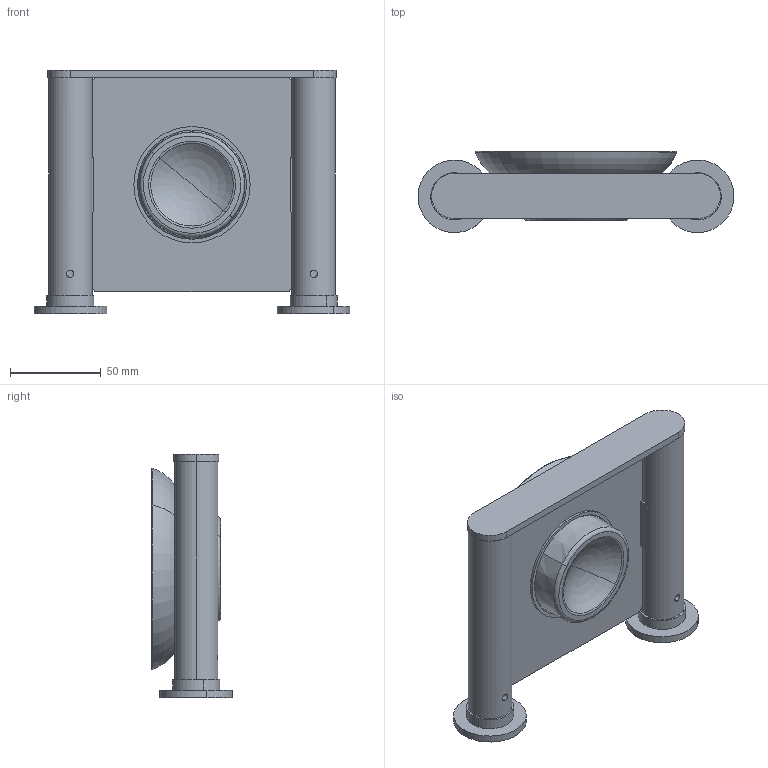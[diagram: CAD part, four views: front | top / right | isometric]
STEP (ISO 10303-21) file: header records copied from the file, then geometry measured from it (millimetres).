
FILE_DESCRIPTION (( 'STEP AP203' ), '1' );
FILE_NAME ('99ZP06209.STEP', '2022-01-04T11:06:32', ( '' ), ( '' ), 'SwSTEP 2.0', 'SolidWorks 2021', '' );
FILE_SCHEMA (( 'CONFIG_CONTROL_DESIGN' ));
Length unit declared in the file: millimetre
Products named in the file (1): 99ZP06209
Bounding box: 173.95 x 44.58 x 134 mm (x, y, z)
Volume: 219466 mm3; surface area: 88460 mm2
Topology: 7 solids, 7 shells, 182 faces, 433 edges, 278 vertices
Faces by surface type: cylinder 91, plane 53, torus 26, cone 6, bspline 6
Entity records: 8514 total; most frequent: CARTESIAN_POINT 4360, ORIENTED_EDGE 858, DIRECTION 853, EDGE_CURVE 429, AXIS2_PLACEMENT_3D 343, VERTEX_POINT 278, EDGE_LOOP 211, ADVANCED_FACE 182
